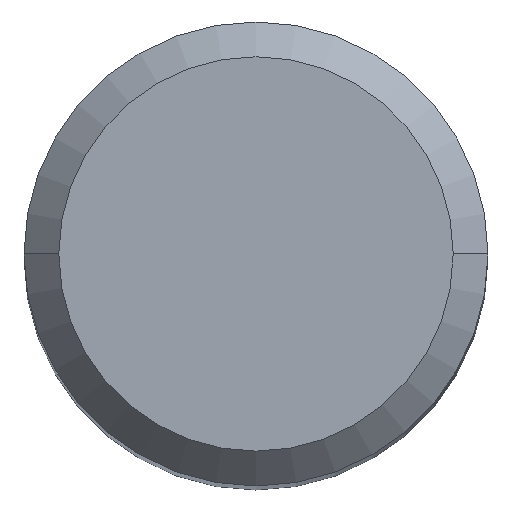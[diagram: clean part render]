
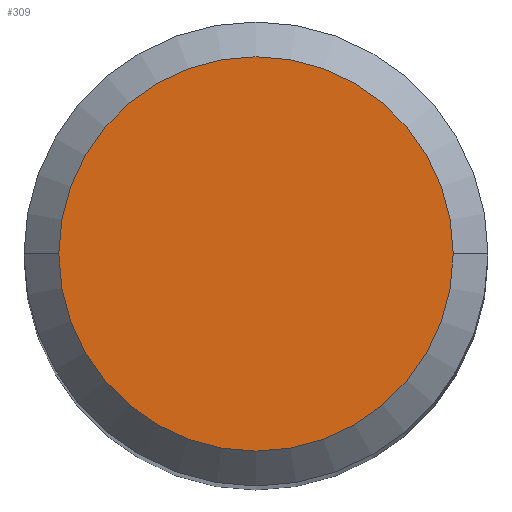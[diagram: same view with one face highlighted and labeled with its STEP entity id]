
A CAD part, top view. The second image highlights one B-rep face of the part: STEP entity #309.
In plain terms, the highlighted planar face has unit normal (0, 0, 1).
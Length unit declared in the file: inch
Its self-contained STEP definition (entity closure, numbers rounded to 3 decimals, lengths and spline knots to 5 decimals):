
#20 = AXIS2_PLACEMENT_3D ( 'NONE', #152, #405, #80 ) ;
#51 = EDGE_CURVE ( 'NONE', #133, #76, #303, .T. ) ;
#53 = EDGE_CURVE ( 'NONE', #76, #133, #254, .T. ) ;
#74 = FACE_OUTER_BOUND ( 'NONE', #247, .T. ) ;
#76 = VERTEX_POINT ( 'NONE', #419 ) ;
#80 = DIRECTION ( 'NONE',  ( 1., 0., 0. ) ) ;
#91 = ORIENTED_EDGE ( 'NONE', *, *, #51, .T. ) ;
#110 = AXIS2_PLACEMENT_3D ( 'NONE', #260, #253, #321 ) ;
#133 = VERTEX_POINT ( 'NONE', #371 ) ;
#135 = DIRECTION ( 'NONE',  ( 1., 0., 0. ) ) ;
#152 = CARTESIAN_POINT ( 'NONE',  ( 0., 0., 0. ) ) ;
#216 = ORIENTED_EDGE ( 'NONE', *, *, #53, .T. ) ;
#217 = DIRECTION ( 'NONE',  ( 0., 0., 1. ) ) ;
#247 = EDGE_LOOP ( 'NONE', ( #216, #91 ) ) ;
#253 = DIRECTION ( 'NONE',  ( 0., 0., -1. ) ) ;
#254 = CIRCLE ( 'NONE', #412, 0.13387 ) ;
#260 = CARTESIAN_POINT ( 'NONE',  ( 0., 0., 0. ) ) ;
#289 = PLANE ( 'NONE',  #110 ) ;
#303 = CIRCLE ( 'NONE', #20, 0.13387 ) ;
#309 = ADVANCED_FACE ( 'NONE', ( #74 ), #289, .F. ) ;
#321 = DIRECTION ( 'NONE',  ( -1., 0., 0. ) ) ;
#371 = CARTESIAN_POINT ( 'NONE',  ( 0.13387, 0., 0. ) ) ;
#405 = DIRECTION ( 'NONE',  ( 0., 0., 1. ) ) ;
#412 = AXIS2_PLACEMENT_3D ( 'NONE', #455, #217, #135 ) ;
#419 = CARTESIAN_POINT ( 'NONE',  ( -0.13387, 0., 0. ) ) ;
#455 = CARTESIAN_POINT ( 'NONE',  ( 0., 0., 0. ) ) ;
